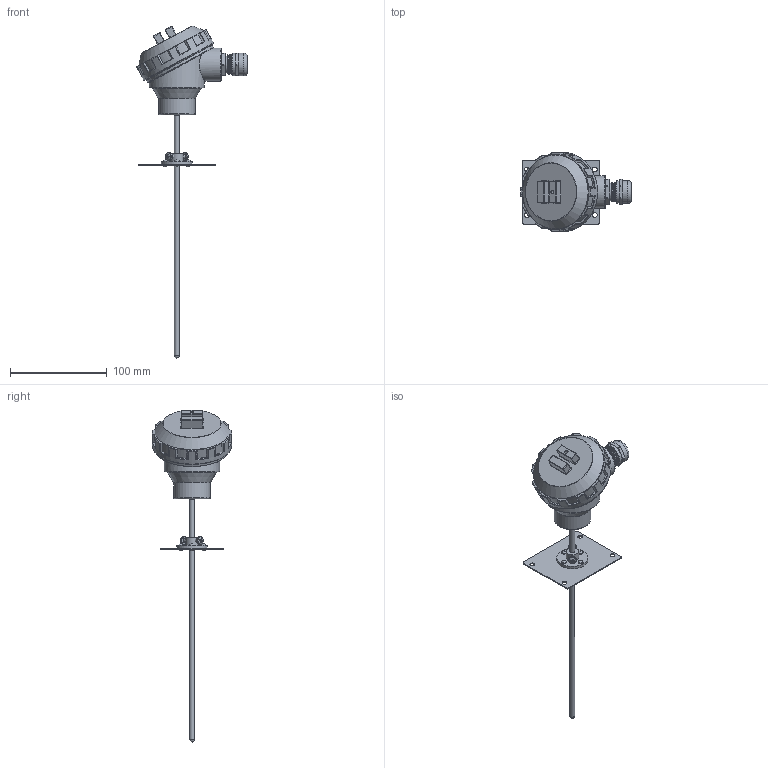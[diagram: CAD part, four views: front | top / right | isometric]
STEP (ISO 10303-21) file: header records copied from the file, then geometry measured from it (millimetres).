
FILE_DESCRIPTION(('STEP AP203'), '1');
FILE_NAME('ﾄﾒﾑ405 蓁 襃', '', ('UNSPECIFIED'), ('UNSPECIFIED'), 'ASCON STEP Converter 1.6', 'ASCON Math Kernel', '');
FILE_SCHEMA(('CONFIG_CONTROL_DESIGN'));
Length unit declared in the file: millimetre
Assembly tree (21 placements, depth 3):
  (unnamed)
    (unnamed)
      (unnamed)
      (unnamed)
      (unnamed)
    (unnamed)
    (unnamed)
      (unnamed)
      (unnamed)
      (unnamed)  x4
      (unnamed)  x2
    (unnamed)
    (unnamed)
      (unnamed)
      (unnamed)  x2
      (unnamed)
      (unnamed)
Bounding box: 114.18 x 82 x 342.87 mm (x, y, z)
Volume: 118901.6 mm3; surface area: 80445.3 mm2
Topology: 18 solids, 18 shells, 468 faces, 1113 edges, 699 vertices
Faces by surface type: cylinder 165, plane 163, torus 66, cone 35, sphere 22, bspline 17
Full cylindrical faces by diameter (mm): 0.4 x3, 3 x4, 3.242 x2, 3.3 x8, 3.6 x1, 4 x12, 5 x6, 5.1 x1, 5.3 x1, 7 x2, 8 x2, 13 x3, 13.4 x1, 14 x1, 16 x1, 18 x4, 20 x2, 20.2 x1, 23.5 x2, 32 x1, 34 x1, 38 x1, 53 x1, 57 x1, 70 x2, 70.5 x1, 72 x1, 75 x1, 77 x1, 82 x1
Entity records: 25453 total; most frequent: CARTESIAN_POINT 14579, DIRECTION 1920, ORIENTED_EDGE 1786, EDGE_CURVE 893, AXIS2_PLACEMENT_3D 822, VERTEX_POINT 625, EDGE_LOOP 598, FACE_BOUND 422
